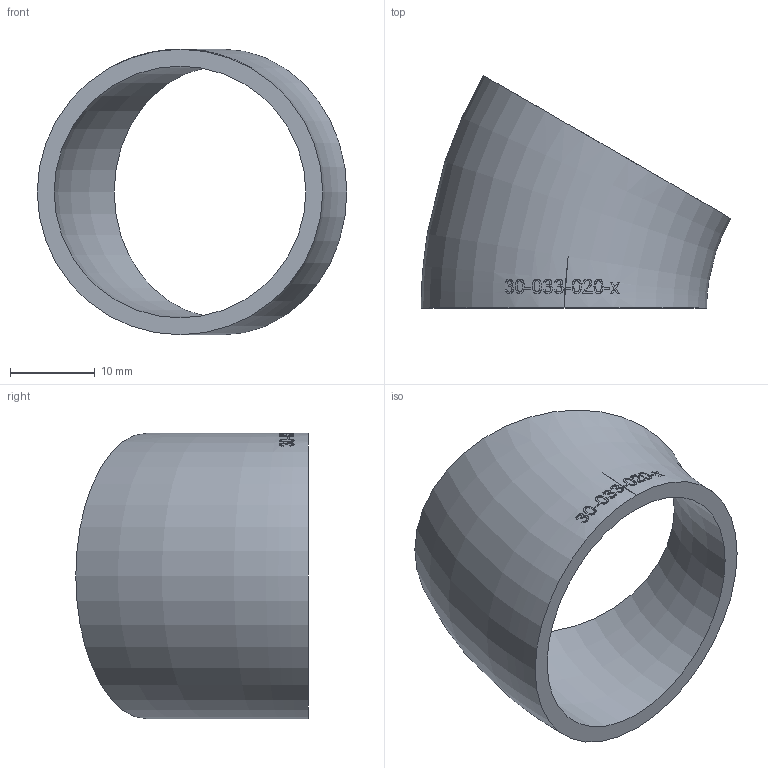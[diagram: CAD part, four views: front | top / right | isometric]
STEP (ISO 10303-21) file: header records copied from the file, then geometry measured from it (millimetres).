
FILE_DESCRIPTION (( 'STEP AP214' ), '1' );
FILE_NAME ('30-033-020-x Bogen 2004.STEP', '2020-04-20T09:28:59', ( '' ), ( '' ), 'SwSTEP 2.0', 'SolidWorks 2019', '' );
FILE_SCHEMA (( 'AUTOMOTIVE_DESIGN' ));
Length unit declared in the file: millimetre
Products named in the file (1): 30-033-020-x Bogen 2004
Bounding box: 36.53 x 27.43 x 33.7 mm (x, y, z)
Volume: 3962.7 mm3; surface area: 4363.9 mm2
Topology: 1 solids, 1 shells, 151 faces, 400 edges, 267 vertices
Faces by surface type: bspline 131, torus 18, plane 2
Entity records: 17130 total; most frequent: CARTESIAN_POINT 12946, ORIENTED_EDGE 794, EDGE_CURVE 397, B_SPLINE_CURVE_WITH_KNOTS 393, VERTEX_POINT 266, EDGE_LOOP 171, FACE_OUTER_BOUND 153, ADVANCED_FACE 151
